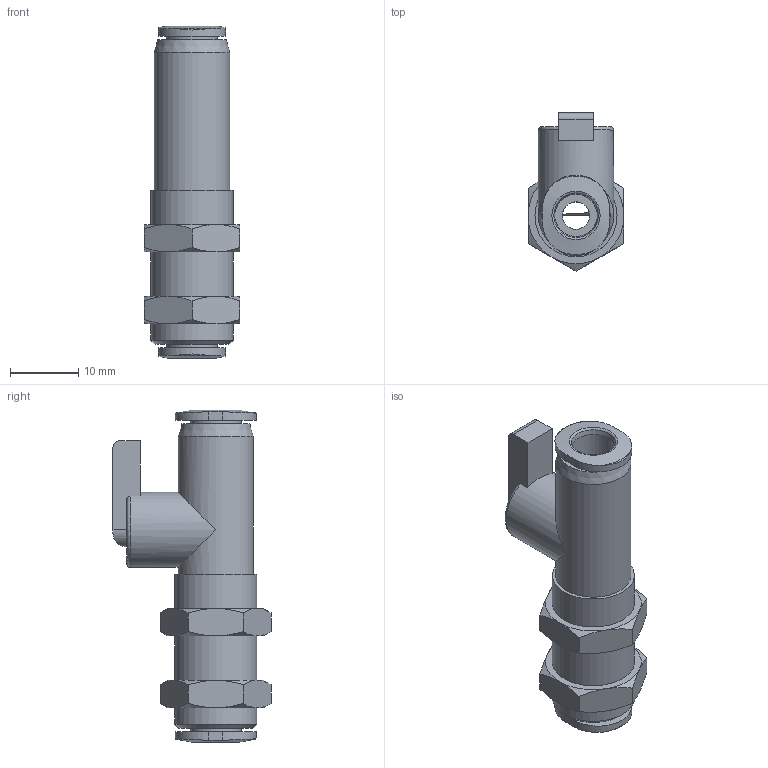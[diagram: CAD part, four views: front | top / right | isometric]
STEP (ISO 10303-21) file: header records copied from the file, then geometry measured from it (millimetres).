
FILE_DESCRIPTION(/* description */ ('STEP AP214'),/* implementation_level */ '2;1');
FILE_NAME(/* name */ '153485_QHS-QS-6',/* time_stamp */ '2024-09-14T05:30:10+02:00',/* author */ ('License CC BY-ND 4.0'),/* organization */ ('CADENAS'),/* preprocessor_version */ 'ST-DEVELOPER v19.3',/* originating_system */ 'PARTsolutions',/* authorisation */ ' ');
FILE_SCHEMA (('AUTOMOTIVE_DESIGN {1 0 10303 214 3 1 1}'));
Length unit declared in the file: millimetre
Products named in the file (1): 153485 QHS-QS-6
Bounding box: 14 x 23.08 x 48.5 mm (x, y, z)
Volume: 5338.9 mm3; surface area: 3612.8 mm2
Topology: 1 solids, 1 shells, 88 faces, 202 edges, 125 vertices
Faces by surface type: plane 33, cone 30, cylinder 18, torus 7
Full cylindrical faces by diameter (mm): 4 x1, 6.2 x2, 7.44 x2, 11 x2, 12 x3
Entity records: 3053 total; most frequent: CARTESIAN_POINT 611, ORIENTED_EDGE 358, DIRECTION 352, EDGE_CURVE 179, AXIS2_PLACEMENT_3D 156, VERTEX_POINT 121, EDGE_LOOP 118, FACE_BOUND 118
